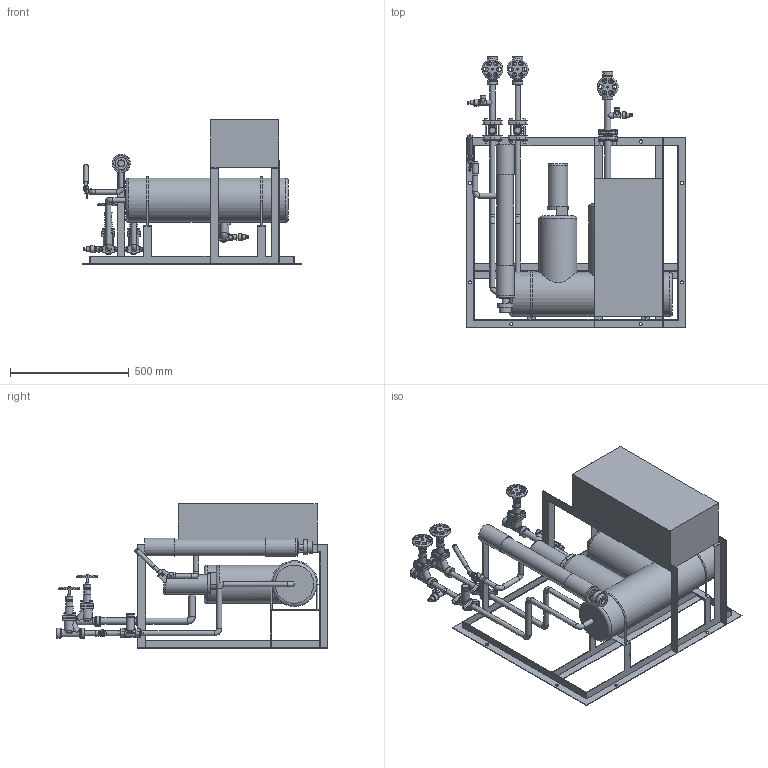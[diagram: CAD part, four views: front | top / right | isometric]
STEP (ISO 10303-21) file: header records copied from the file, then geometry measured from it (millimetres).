
FILE_DESCRIPTION((''),'2;1');
FILE_NAME('APW-APCW_01_08_16_24.stp','2015-08-21T09:39:10',('kruffolo'),(''),'Autodesk Inventor 2013','Autodesk Inventor 2013','');
FILE_SCHEMA(('AUTOMOTIVE_DESIGN { 1 0 10303 214 1 1 1 1 }'));
Length unit declared in the file: inch
Products named in the file (13): APW-APCW_01_08_16_24 (LevelofDetail1); AP; ST050; HLLSW; GSB051H; PIPE_AP_0; H7771; FLANGE SW 050-075; BOLT_688; NUT_688; .50_LIQUID DRAIN BALL VALVE
Assembly tree (19 placements, depth 2):
  APW-APCW_01_08_16_24 (LevelofDetail1)
    AP
    ST050  x2
    HLLSW
    GSB051H  x3
    PIPE_AP_0
    PIPE_AP_0
    PIPE_AP_0
    H7771  x2
    FLANGE SW 050-075  x2
    BOLT_688  x2
    NUT_688  x2
    .50_LIQUID DRAIN BALL VALVE
Bounding box: 927.1 x 1143 x 609.6 mm (x, y, z)
Volume: 71981884.4 mm3; surface area: 3185385.8 mm2
Topology: 20 solids, 26 shells, 1281 faces, 3025 edges, 1818 vertices
Faces by surface type: plane 563, cylinder 356, torus 157, cone 133, bspline 44, sphere 28
Full cylindrical faces by diameter (mm): 6.35 x13, 11.216 x1, 11.455 x2, 11.906 x2, 12.7 x13, 13.242 x6, 13.462 x8, 13.716 x2, 13.97 x1, 17.475 x6, 17.526 x2, 18.972 x2, 19.05 x19, 20.625 x2, 20.701 x4, 21.336 x16, 21.971 x7, 23.876 x2, 25.4 x2, 25.781 x2, 26.67 x3, 27.085 x3, 27.178 x2, 27.813 x2, 28.575 x1, 29.972 x2, 31.75 x7, 34.925 x4, 34.926 x2, 42.875 x6
Entity records: 21965 total; most frequent: CARTESIAN_POINT 5494, DIRECTION 3418, ORIENTED_EDGE 2974, EDGE_CURVE 1487, AXIS2_PLACEMENT_3D 1317, EDGE_LOOP 1014, VERTEX_POINT 1011, VECTOR 784
